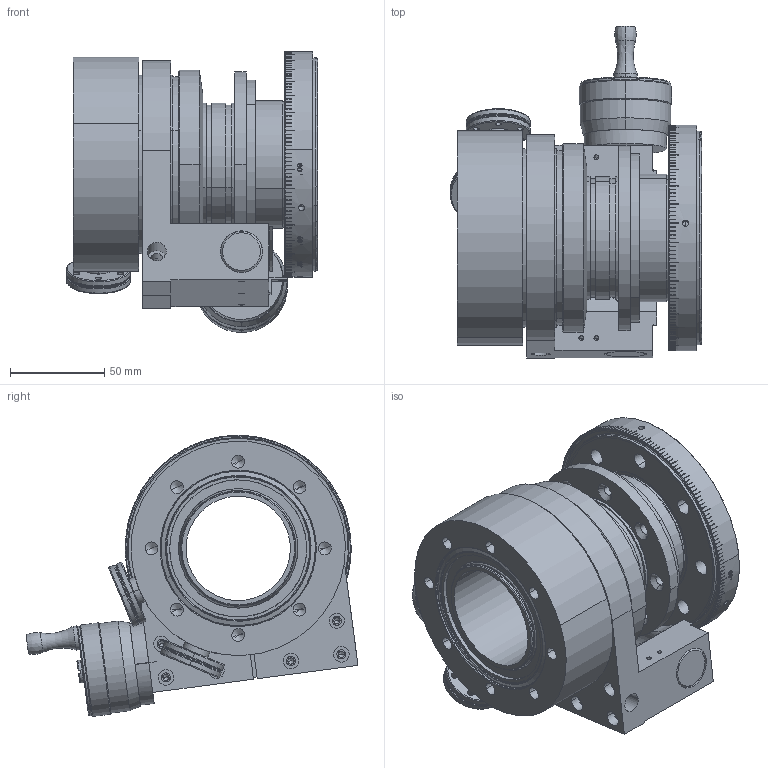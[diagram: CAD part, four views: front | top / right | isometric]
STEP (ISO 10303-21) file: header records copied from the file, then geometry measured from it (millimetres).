
FILE_DESCRIPTION((''),'2;1');
FILE_NAME('ZDPRF552H','2017-05-09T',('gavin.marshall'),(''),'CREO PARAMETRIC BY PTC INC, 2015080','CREO PARAMETRIC BY PTC INC, 2015080','');
FILE_SCHEMA(('AUTOMOTIVE_DESIGN { 1 0 10303 214 1 1 1 1 }'));
Products named in the file (1): ZDPRF552H
Bounding box: 133.49 x 176.43 x 149.37 mm (x, y, z)
Volume: 740945.8 mm3; surface area: 247466.1 mm2
Topology: 6 solids, 6 shells, 1888 faces, 5209 edges, 3416 vertices
Faces by surface type: plane 1299, cylinder 371, cone 132, torus 84, bspline 2
Entity records: 63110 total; most frequent: CARTESIAN_POINT 14799, ORIENTED_EDGE 10342, DIRECTION 9486, EDGE_CURVE 5171, VERTEX_POINT 3416, AXIS2_PLACEMENT_3D 3367, VECTOR 2752, LINE 2752
